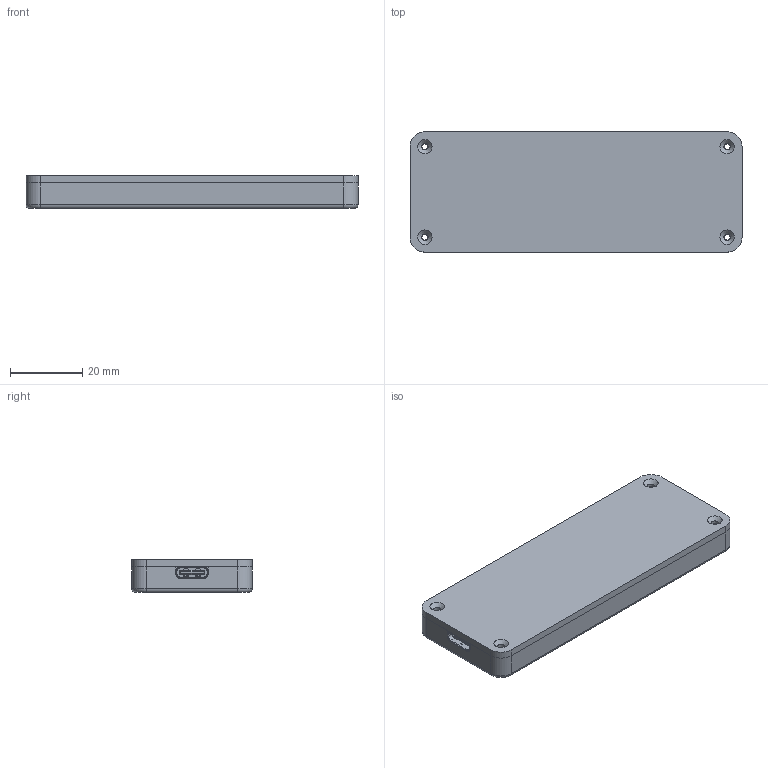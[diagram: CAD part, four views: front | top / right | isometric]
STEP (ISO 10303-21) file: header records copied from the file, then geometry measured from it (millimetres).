
FILE_DESCRIPTION(/* description */ (''),/* implementation_level */ '2;1');
FILE_NAME(/* name */ 'flowing_dongle v16.step',/* time_stamp */ '2023-03-24T07:46:49+09:00',/* author */ (''),/* organization */ (''),/* preprocessor_version */ 'ST-DEVELOPER v19.2',/* originating_system */ 'Autodesk Translation Framework v11.17.0.187',/* authorisation */ '');
FILE_SCHEMA (('AUTOMOTIVE_DESIGN { 1 0 10303 214 3 1 1 }'));
Products named in the file (6): flowing_dongle; TYPE-C-31-M-12; COMPOUND; _autosave-flowing_dongle PCB; MS88SF2; COMPOUND (1)
Assembly tree (8 placements, depth 3):
  flowing_dongle
    TYPE-C-31-M-12
      COMPOUND
    MS88SF2  x4
      COMPOUND (1)
    _autosave-flowing_dongle PCB
Bounding box: 91.7 x 33.2 x 9.06 mm (x, y, z)
Volume: 19311 mm3; surface area: 29013.4 mm2
Topology: 193 solids, 193 shells, 7739 faces, 18367 edges, 10466 vertices
Faces by surface type: plane 4031, cylinder 2206, sphere 960, bspline 516, cone 22, torus 4
Full cylindrical faces by diameter (mm): 0.25 x292, 0.3 x4, 0.5 x2, 0.7 x2, 1 x4, 1.6 x4, 2 x4, 2.2 x8, 4 x4
Entity records: 71221 total; most frequent: CARTESIAN_POINT 13708, DIRECTION 11915, ORIENTED_EDGE 11570, EDGE_CURVE 5785, LINE 4159, VECTOR 4159, AXIS2_PLACEMENT_3D 3878, VERTEX_POINT 3539
